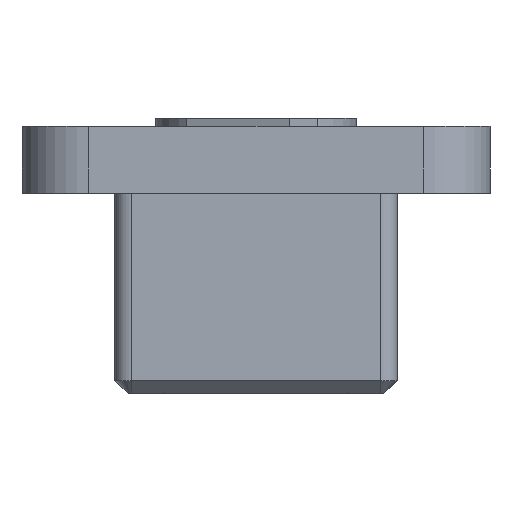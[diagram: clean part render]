
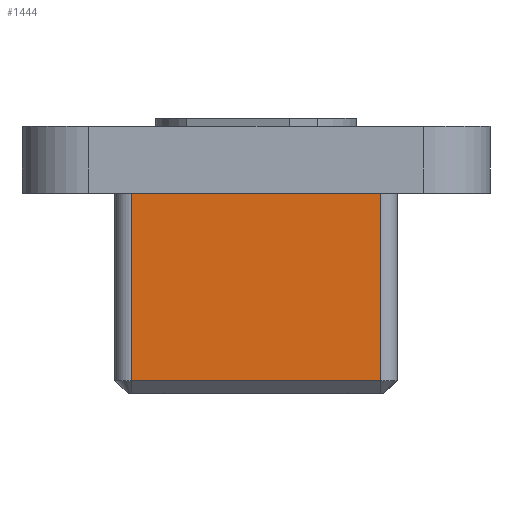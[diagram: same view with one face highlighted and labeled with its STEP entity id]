
A CAD part, front view. The second image highlights one B-rep face of the part: STEP entity #1444.
In plain terms, the highlighted planar face has unit normal (0, -1, 0).
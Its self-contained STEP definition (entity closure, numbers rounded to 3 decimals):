
#261 = CARTESIAN_POINT ( 'NONE',  ( 3.725, -3.4, -7.6 ) ) ;
#448 = AXIS2_PLACEMENT_3D ( 'NONE', #960, #5432, #4874 ) ;
#914 = LINE ( 'NONE', #4325, #1754 ) ;
#960 = CARTESIAN_POINT ( 'NONE',  ( -3.725, -3.4, -2. ) ) ;
#1050 = CARTESIAN_POINT ( 'NONE',  ( 3.725, -3.4, -2. ) ) ;
#1162 = DIRECTION ( 'NONE',  ( -1., 0., 0. ) ) ;
#1444 = ADVANCED_FACE ( 'NONE', ( #6795 ), #3603, .F. ) ;
#1508 = EDGE_LOOP ( 'NONE', ( #7236, #4125, #5806, #1752 ) ) ;
#1752 = ORIENTED_EDGE ( 'NONE', *, *, #4727, .F. ) ;
#1754 = VECTOR ( 'NONE', #4955, 1000. ) ;
#1993 = VERTEX_POINT ( 'NONE', #4788 ) ;
#3040 = DIRECTION ( 'NONE',  ( 1., 0., 0. ) ) ;
#3138 = CARTESIAN_POINT ( 'NONE',  ( -3.725, -3.4, -2. ) ) ;
#3256 = EDGE_CURVE ( 'NONE', #1993, #3509, #7055, .T. ) ;
#3315 = VERTEX_POINT ( 'NONE', #1050 ) ;
#3509 = VERTEX_POINT ( 'NONE', #5384 ) ;
#3549 = EDGE_CURVE ( 'NONE', #7143, #1993, #3727, .T. ) ;
#3603 = PLANE ( 'NONE',  #448 ) ;
#3727 = LINE ( 'NONE', #6317, #7259 ) ;
#3852 = LINE ( 'NONE', #8230, #6103 ) ;
#4125 = ORIENTED_EDGE ( 'NONE', *, *, #3549, .F. ) ;
#4325 = CARTESIAN_POINT ( 'NONE',  ( 3.725, -3.4, -2. ) ) ;
#4727 = EDGE_CURVE ( 'NONE', #3509, #3315, #3852, .T. ) ;
#4788 = CARTESIAN_POINT ( 'NONE',  ( -3.725, -3.4, -7.6 ) ) ;
#4874 = DIRECTION ( 'NONE',  ( 1., 0., 0. ) ) ;
#4955 = DIRECTION ( 'NONE',  ( 0., 0., -1. ) ) ;
#5384 = CARTESIAN_POINT ( 'NONE',  ( -3.725, -3.4, -2. ) ) ;
#5432 = DIRECTION ( 'NONE',  ( 0., 1., 0. ) ) ;
#5439 = EDGE_CURVE ( 'NONE', #3315, #7143, #914, .T. ) ;
#5806 = ORIENTED_EDGE ( 'NONE', *, *, #5439, .F. ) ;
#5904 = VECTOR ( 'NONE', #8286, 1000. ) ;
#6103 = VECTOR ( 'NONE', #3040, 1000. ) ;
#6317 = CARTESIAN_POINT ( 'NONE',  ( -3.725, -3.4, -7.6 ) ) ;
#6795 = FACE_OUTER_BOUND ( 'NONE', #1508, .T. ) ;
#7055 = LINE ( 'NONE', #3138, #5904 ) ;
#7143 = VERTEX_POINT ( 'NONE', #261 ) ;
#7236 = ORIENTED_EDGE ( 'NONE', *, *, #3256, .F. ) ;
#7259 = VECTOR ( 'NONE', #1162, 1000. ) ;
#8230 = CARTESIAN_POINT ( 'NONE',  ( 7., -3.4, -2. ) ) ;
#8286 = DIRECTION ( 'NONE',  ( 0., 0., 1. ) ) ;
